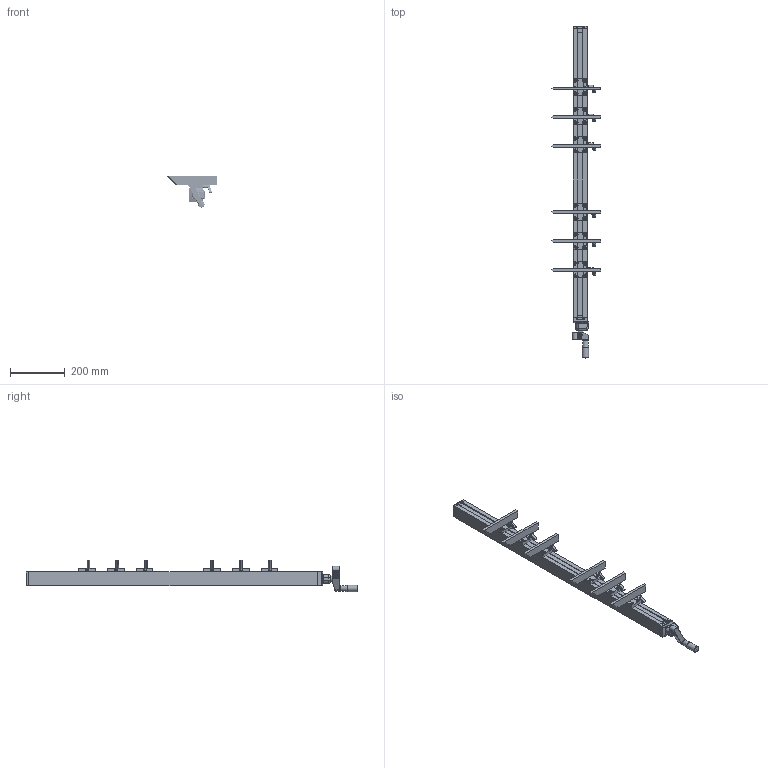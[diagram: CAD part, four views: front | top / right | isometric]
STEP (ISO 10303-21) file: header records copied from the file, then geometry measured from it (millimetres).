
FILE_DESCRIPTION(/* description */ ('Unknown'),/* implementation_level */ '2;1');
FILE_NAME(/* name */ 'A-0000207-Mehrfachverstellung-50-dy',/* time_stamp */ '2020-05-25T09:25:54+02:00',/* author */ ('Unknown'),/* organization */ ('Unknown'),/* preprocessor_version */ 'ST-DEVELOPER v16.7',/* originating_system */ 'Solid Edge',/* authorisation */ 'Unknown');
FILE_SCHEMA (('AUTOMOTIVE_DESIGN {1 0 10303 214 3 1 1}'));
Products named in the file (9): A-0000207-Mehrfachverstellung-50-dy; Profil-50-1050lg-dy; A-0000125-Flanschlager50-Stirnseite-dy; A-0000127-Digi-Adapterplatte-50-dy; A-0000098-Deckel50-geschraubt-dy; Messer; A-0000157-Schlitten50-60lg-Mehrfachverstellung-o-H-dy; A-0000155-Schlitten50-60lg-Mehrfachverstellung-dy; A-0000156-Schlitten50-60lg-Mehrfachverstellung-dy
Assembly tree (16 placements, depth 2):
  A-0000207-Mehrfachverstellung-50-dy
    Profil-50-1050lg-dy
    A-0000125-Flanschlager50-Stirnseite-dy
    A-0000127-Digi-Adapterplatte-50-dy
    A-0000098-Deckel50-geschraubt-dy
    Messer  x6
    A-0000157-Schlitten50-60lg-Mehrfachverstellung-o-H-dy  x2
    A-0000155-Schlitten50-60lg-Mehrfachverstellung-dy  x3
    A-0000156-Schlitten50-60lg-Mehrfachverstellung-dy
Bounding box: 180 x 1208.61 x 113.74 mm (x, y, z)
Volume: 2722641.1 mm3; surface area: 758683.8 mm2
Topology: 18 solids, 18 shells, 3193 faces, 8697 edges, 5683 vertices
Faces by surface type: plane 1839, cylinder 930, cone 260, torus 85, bspline 71, sphere 8
Full cylindrical faces by diameter (mm): 1.7 x2, 2 x3, 3 x3, 3.2 x4, 3.242 x1, 4 x4, 4.134 x6, 4.5 x12, 4.917 x64, 5 x36, 5.3 x2, 5.5 x10, 5.8 x5, 6 x14, 6.2 x1, 6.4 x6, 8 x6, 8.3 x6, 10 x10, 11 x4, 12 x6, 13 x6, 13.024 x1, 14 x1, 16 x6, 17.3 x2, 18 x3, 20 x1, 22 x1, 23 x1
Entity records: 85345 total; most frequent: CARTESIAN_POINT 20538, ORIENTED_EDGE 10450, DIRECTION 10092, EDGE_CURVE 5225, VERTEX_POINT 3542, LINE 3450, VECTOR 3450, AXIS2_PLACEMENT_3D 3321
